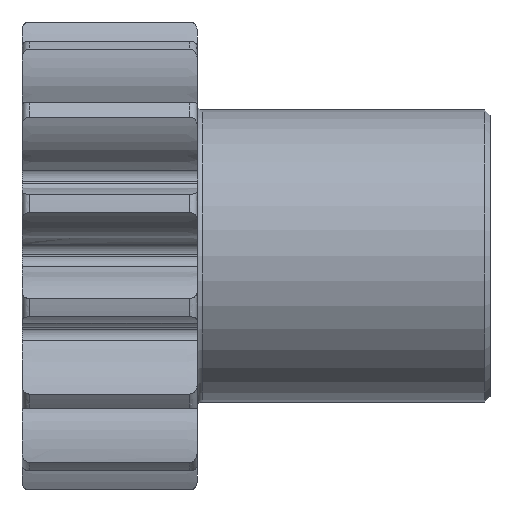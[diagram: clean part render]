
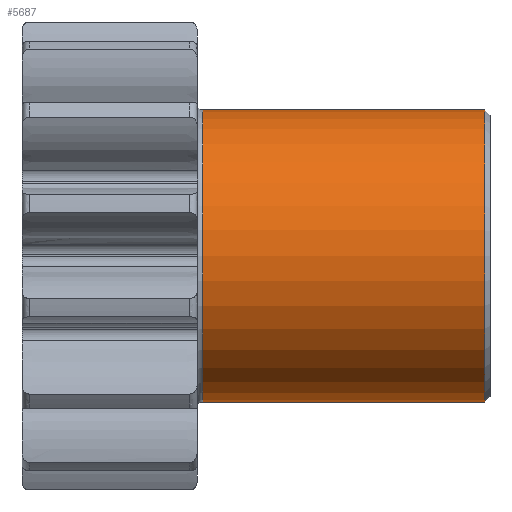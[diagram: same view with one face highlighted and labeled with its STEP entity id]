
A CAD part, top view. The second image highlights one B-rep face of the part: STEP entity #5687.
In plain terms, the highlighted cylindrical face has radius 3.962 mm (diameter 7.925 mm), a partial arc.
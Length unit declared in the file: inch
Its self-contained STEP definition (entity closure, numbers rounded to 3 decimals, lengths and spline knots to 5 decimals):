
#2668=CARTESIAN_POINT('',(0.09935,0.,0.));
#2669=DIRECTION('',(1.,0.,0.));
#2670=DIRECTION('',(0.,1.,0.));
#2671=AXIS2_PLACEMENT_3D('',#2668,#2669,#2670);
#2673=CARTESIAN_POINT('',(0.40065,0.,0.));
#2674=DIRECTION('',(1.,0.,0.));
#2675=DIRECTION('',(0.,1.,0.));
#2676=AXIS2_PLACEMENT_3D('',#2673,#2674,#2675);
#2678=DIRECTION('',(-1.,0.,0.));
#2679=VECTOR('',#2678,0.3013);
#2680=CARTESIAN_POINT('',(0.40065,-0.156,0.));
#2681=LINE('',#2680,#2679);
#2687=DIRECTION('',(-1.,0.,0.));
#2688=VECTOR('',#2687,0.3013);
#2689=CARTESIAN_POINT('',(0.40065,0.156,0.));
#2690=LINE('',#2689,#2688);
#3166=CARTESIAN_POINT('',(0.40065,0.156,0.));
#3168=VERTEX_POINT('',#3166);
#3170=CARTESIAN_POINT('',(0.40065,-0.156,0.));
#3172=VERTEX_POINT('',#3170);
#3177=CARTESIAN_POINT('',(0.09935,-0.156,0.));
#3178=CARTESIAN_POINT('',(0.09935,0.156,0.));
#3179=VERTEX_POINT('',#3177);
#3180=VERTEX_POINT('',#3178);
#5673=CARTESIAN_POINT('',(-0.02033,0.,0.));
#5674=DIRECTION('',(1.,0.,0.));
#5675=DIRECTION('',(0.,-1.,0.));
#5676=AXIS2_PLACEMENT_3D('',#5673,#5674,#5675);
#5677=CYLINDRICAL_SURFACE('',#5676,0.156);
#5678=ORIENTED_EDGE('',*,*,#5667,.F.);
#5680=ORIENTED_EDGE('',*,*,#5679,.F.);
#5682=ORIENTED_EDGE('',*,*,#5681,.T.);
#5684=ORIENTED_EDGE('',*,*,#5683,.T.);
#5685=EDGE_LOOP('',(#5678,#5680,#5682,#5684));
#5686=FACE_OUTER_BOUND('',#5685,.F.);
#5687=ADVANCED_FACE('',(#5686),#5677,.T.);
#2672=CIRCLE('',#2671,0.156);
#2677=CIRCLE('',#2676,0.156);
#5667=EDGE_CURVE('',#3180,#3179,#2672,.T.);
#5679=EDGE_CURVE('',#3168,#3180,#2690,.T.);
#5681=EDGE_CURVE('',#3168,#3172,#2677,.T.);
#5683=EDGE_CURVE('',#3172,#3179,#2681,.T.);
